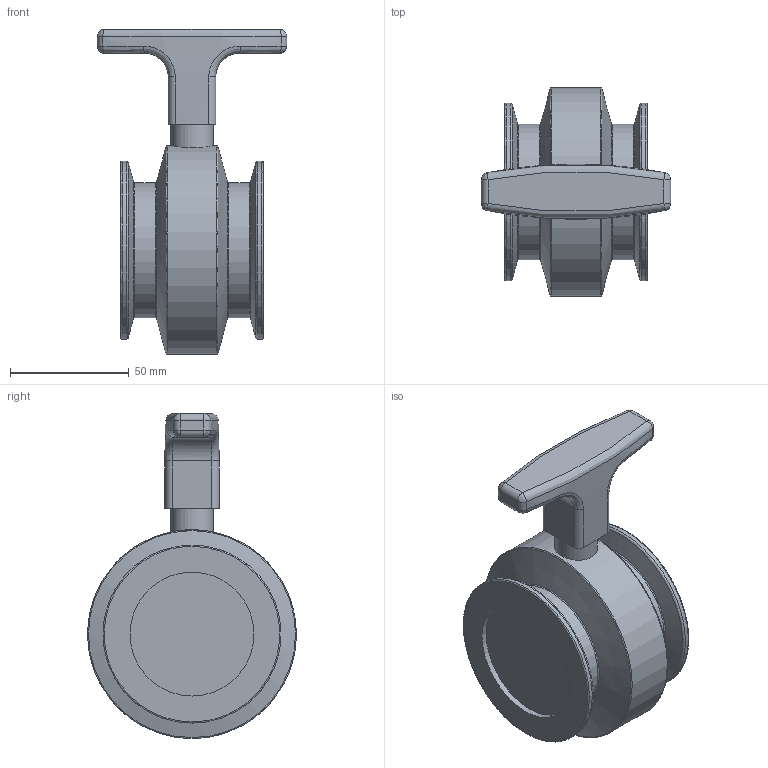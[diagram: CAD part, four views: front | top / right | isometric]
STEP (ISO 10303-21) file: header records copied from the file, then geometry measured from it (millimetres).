
FILE_DESCRIPTION (( 'STEP AP214' ), '1' );
FILE_NAME ('FULLVAC VPI1KF50.STEP', '2019-03-26T11:08:59', ( '' ), ( '' ), 'SwSTEP 2.0', 'SolidWorks 2017', '' );
FILE_SCHEMA (( 'AUTOMOTIVE_DESIGN' ));
Length unit declared in the file: millimetre
Products named in the file (4): 1^VPI1KF50; 2^VPI1KF50; 3^VPI1KF50; FULLVAC VPI1KF50
Assembly tree (3 placements, depth 2):
  FULLVAC VPI1KF50
    1^VPI1KF50
    2^VPI1KF50
    3^VPI1KF50
Bounding box: 80 x 88 x 137 mm (x, y, z)
Volume: 280379.2 mm3; surface area: 40915.3 mm2
Topology: 3 solids, 3 shells, 76 faces, 165 edges, 91 vertices
Faces by surface type: bspline 28, cylinder 27, plane 16, cone 5
Full cylindrical faces by diameter (mm): 8.376 x1, 10 x1, 18 x2, 52.2 x2, 57 x2, 75 x2, 88 x1
Entity records: 2881 total; most frequent: CARTESIAN_POINT 1406, DIRECTION 284, ORIENTED_EDGE 240, AXIS2_PLACEMENT_3D 127, EDGE_CURVE 120, EDGE_LOOP 106, FACE_OUTER_BOUND 97, VERTEX_POINT 80
